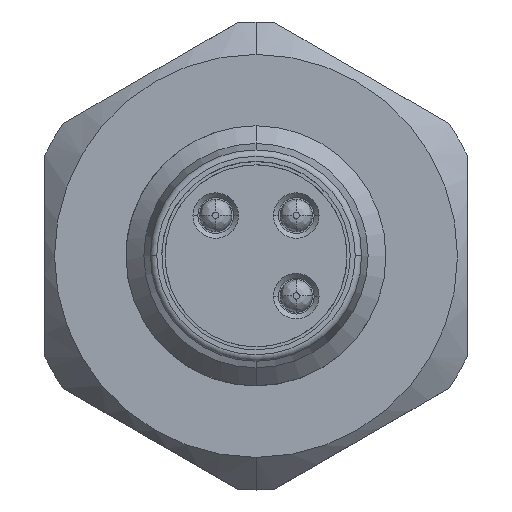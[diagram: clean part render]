
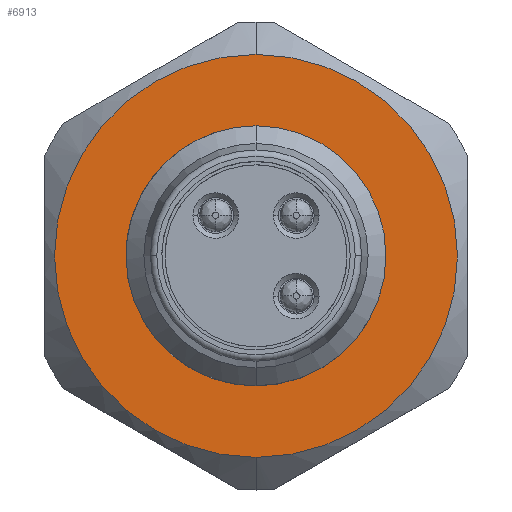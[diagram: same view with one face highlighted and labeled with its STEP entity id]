
A CAD part, top view. The second image highlights one B-rep face of the part: STEP entity #6913.
In plain terms, the highlighted planar face has unit normal (0, 0, 1).
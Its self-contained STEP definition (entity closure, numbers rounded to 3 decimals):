
#5883=AXIS2_PLACEMENT_3D('Circle Axis2P3D',#5881,#5882,$) ;
#5936=AXIS2_PLACEMENT_3D('Circle Axis2P3D',#5934,#5935,$) ;
#6889=AXIS2_PLACEMENT_3D('Plane Axis2P3D',#6886,#6887,#6888) ;
#6897=AXIS2_PLACEMENT_3D('Circle Axis2P3D',#6895,#6896,$) ;
#6906=AXIS2_PLACEMENT_3D('Circle Axis2P3D',#6904,#6905,$) ;
#5878=CARTESIAN_POINT('Vertex',(6.5,1.,17.85)) ;
#5881=CARTESIAN_POINT('Axis2P3D Location',(6.5,7.2,17.85)) ;
#5885=CARTESIAN_POINT('Vertex',(6.5,13.4,17.85)) ;
#5934=CARTESIAN_POINT('Axis2P3D Location',(6.5,7.2,17.85)) ;
#6886=CARTESIAN_POINT('Axis2P3D Location',(6.5,2.1,17.85)) ;
#6895=CARTESIAN_POINT('Axis2P3D Location',(6.5,7.2,17.85)) ;
#6899=CARTESIAN_POINT('Vertex',(6.5,11.2,17.85)) ;
#6901=CARTESIAN_POINT('Vertex',(6.5,3.2,17.85)) ;
#6904=CARTESIAN_POINT('Axis2P3D Location',(6.5,7.2,17.85)) ;
#5882=DIRECTION('Axis2P3D Direction',(0.,0.,-1.)) ;
#5935=DIRECTION('Axis2P3D Direction',(0.,0.,-1.)) ;
#6887=DIRECTION('Axis2P3D Direction',(0.,0.,1.)) ;
#6888=DIRECTION('Axis2P3D XDirection',(1.,0.,0.)) ;
#6896=DIRECTION('Axis2P3D Direction',(0.,0.,1.)) ;
#6905=DIRECTION('Axis2P3D Direction',(0.,0.,1.)) ;
#6892=ORIENTED_EDGE('',*,*,#5938,.T.) ;
#6893=ORIENTED_EDGE('',*,*,#5887,.T.) ;
#6910=ORIENTED_EDGE('',*,*,#6903,.F.) ;
#6911=ORIENTED_EDGE('',*,*,#6908,.F.) ;
#6912=FACE_BOUND('',#6909,.T.) ;
#6913=ADVANCED_FACE('V1',(#6894,#6912),#6890,.T.) ;
#5884=CIRCLE('generated circle',#5883,6.2) ;
#5937=CIRCLE('generated circle',#5936,6.2) ;
#6898=CIRCLE('generated circle',#6897,4.) ;
#6907=CIRCLE('generated circle',#6906,4.) ;
#5887=EDGE_CURVE('',#5886,#5879,#5884,.F.) ;
#5938=EDGE_CURVE('',#5879,#5886,#5937,.F.) ;
#6903=EDGE_CURVE('',#6900,#6902,#6898,.T.) ;
#6908=EDGE_CURVE('',#6902,#6900,#6907,.T.) ;
#6891=EDGE_LOOP('',(#6892,#6893)) ;
#6909=EDGE_LOOP('',(#6910,#6911)) ;
#6894=FACE_OUTER_BOUND('',#6891,.T.) ;
#6890=PLANE('',#6889) ;
#5879=VERTEX_POINT('',#5878) ;
#5886=VERTEX_POINT('',#5885) ;
#6900=VERTEX_POINT('',#6899) ;
#6902=VERTEX_POINT('',#6901) ;
